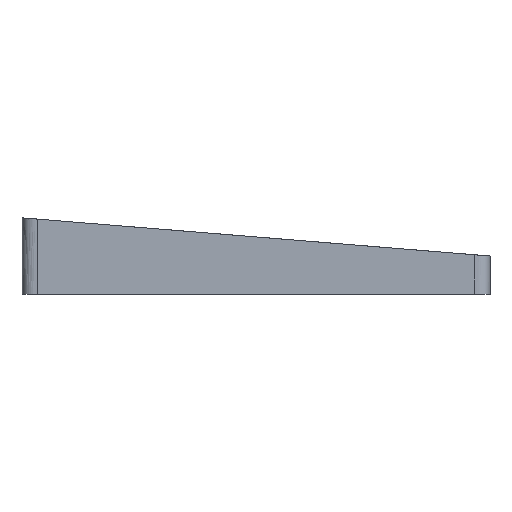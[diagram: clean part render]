
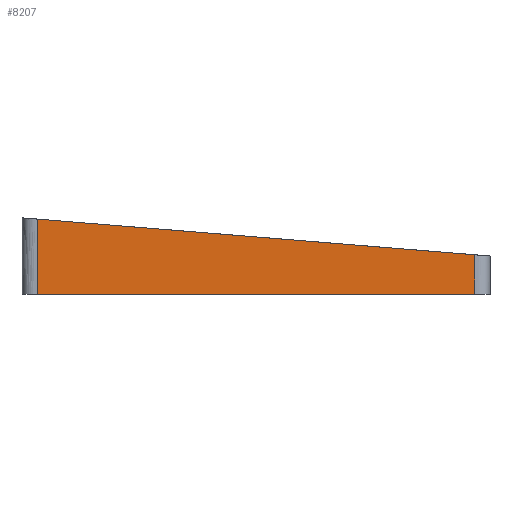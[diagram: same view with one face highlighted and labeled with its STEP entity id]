
A CAD part, left-side view. The second image highlights one B-rep face of the part: STEP entity #8207.
In plain terms, the highlighted planar face has unit normal (-1, 0, 0).
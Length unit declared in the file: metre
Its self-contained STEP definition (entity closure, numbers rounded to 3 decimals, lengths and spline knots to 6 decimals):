
#614=B_SPLINE_CURVE_WITH_KNOTS('',3,(#11940,#11941,#11942,#11943),
 .UNSPECIFIED.,.F.,.F.,(4,4),(0.,1.),.UNSPECIFIED.);
#615=B_SPLINE_CURVE_WITH_KNOTS('',3,(#11944,#11945,#11946,#11947),
 .UNSPECIFIED.,.F.,.F.,(4,4),(0.,1.),.UNSPECIFIED.);
#1113=ORIENTED_EDGE('',*,*,#3422,.F.);
#1114=ORIENTED_EDGE('',*,*,#3581,.T.);
#1115=ORIENTED_EDGE('',*,*,#3571,.F.);
#1116=ORIENTED_EDGE('',*,*,#3582,.T.);
#3422=EDGE_CURVE('',#4656,#4657,#5433,.T.);
#3571=EDGE_CURVE('',#4805,#4806,#5497,.T.);
#3581=EDGE_CURVE('',#4656,#4806,#614,.T.);
#3582=EDGE_CURVE('',#4805,#4657,#615,.T.);
#4656=VERTEX_POINT('',#11402);
#4657=VERTEX_POINT('',#11404);
#4805=VERTEX_POINT('',#11882);
#4806=VERTEX_POINT('',#11884);
#5433=LINE('',#11403,#6135);
#5497=LINE('',#11883,#6199);
#6135=VECTOR('',#9320,1.);
#6199=VECTOR('',#9438,1.);
#6790=EDGE_LOOP('',(#1113,#1114,#1115,#1116));
#7410=FACE_BOUND('',#6790,.T.);
#8011=PLANE('',#8733);
#8207=ADVANCED_FACE('',(#7410),#8011,.T.);
#8733=AXIS2_PLACEMENT_3D('',#11939,#9443,#9444);
#9320=DIRECTION('',(0.,1.,0.));
#9438=DIRECTION('',(0.,-0.997,-0.081));
#9443=DIRECTION('',(-1.,0.,0.));
#9444=DIRECTION('',(0.,-1.,0.));
#11402=CARTESIAN_POINT('',(-0.0347,-0.043,0.));
#11403=CARTESIAN_POINT('',(-0.0347,0.,0.));
#11404=CARTESIAN_POINT('',(-0.0347,0.043,0.));
#11882=CARTESIAN_POINT('',(-0.0347,0.043,0.014755));
#11883=CARTESIAN_POINT('',(-0.0347,0.,0.01125));
#11884=CARTESIAN_POINT('',(-0.0347,-0.043,0.007745));
#11939=CARTESIAN_POINT('',(-0.0347,0.,0.015));
#11940=CARTESIAN_POINT('',(-0.0347,-0.043,0.));
#11941=CARTESIAN_POINT('',(-0.0347,-0.043,0.002582));
#11942=CARTESIAN_POINT('',(-0.0347,-0.043,0.005163));
#11943=CARTESIAN_POINT('',(-0.0347,-0.043,0.007745));
#11944=CARTESIAN_POINT('',(-0.0347,0.043,0.014755));
#11945=CARTESIAN_POINT('',(-0.0347,0.043,0.009837));
#11946=CARTESIAN_POINT('',(-0.0347,0.043,0.004918));
#11947=CARTESIAN_POINT('',(-0.0347,0.043,0.));
